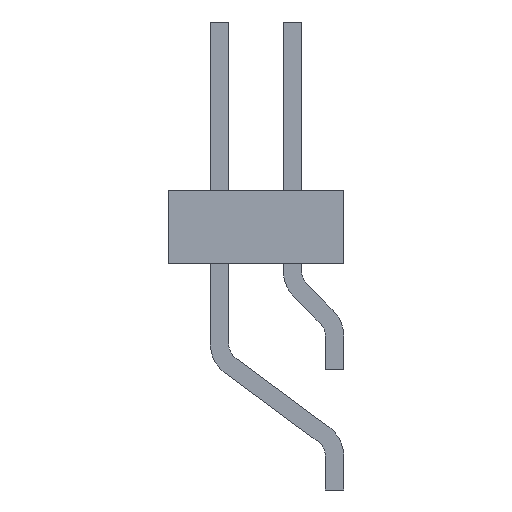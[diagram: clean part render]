
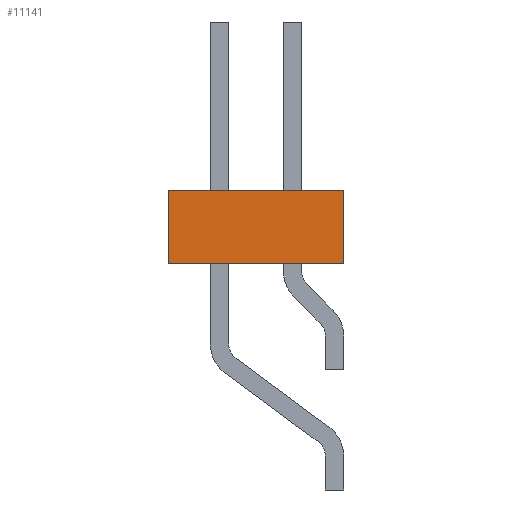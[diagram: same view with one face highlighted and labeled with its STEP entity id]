
A CAD part, left-side view. The second image highlights one B-rep face of the part: STEP entity #11141.
In plain terms, the highlighted planar face has unit normal (-1, 0, 0).
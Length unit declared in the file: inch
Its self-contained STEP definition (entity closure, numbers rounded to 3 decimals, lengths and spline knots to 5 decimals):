
#339=PLANE('',#11840);
#2853=ORIENTED_EDGE('',*,*,#5148,.T.);
#2854=ORIENTED_EDGE('',*,*,#4923,.F.);
#2855=ORIENTED_EDGE('',*,*,#5088,.F.);
#2856=ORIENTED_EDGE('',*,*,#4682,.T.);
#4682=EDGE_CURVE('',#6047,#6046,#7242,.T.);
#4923=EDGE_CURVE('',#6242,#6243,#7478,.T.);
#5088=EDGE_CURVE('',#6047,#6242,#7642,.T.);
#5148=EDGE_CURVE('',#6046,#6243,#7702,.T.);
#6046=VERTEX_POINT('',#16607);
#6047=VERTEX_POINT('',#16609);
#6242=VERTEX_POINT('',#17085);
#6243=VERTEX_POINT('',#17087);
#7242=LINE('',#16608,#8710);
#7478=LINE('',#17086,#8946);
#7642=LINE('',#17389,#9110);
#7702=LINE('',#17503,#9170);
#8710=VECTOR('',#13530,39.37008);
#8946=VECTOR('',#13858,39.37008);
#9110=VECTOR('',#14096,39.37008);
#9170=VECTOR('',#14168,39.37008);
#9883=EDGE_LOOP('',(#2853,#2854,#2855,#2856));
#10507=FACE_BOUND('',#9883,.T.);
#11141=ADVANCED_FACE('',(#10507),#339,.F.);
#11840=AXIS2_PLACEMENT_3D('',#17599,#14229,#14230);
#13530=DIRECTION('',(0.,0.,-1.));
#13858=DIRECTION('',(0.,0.,-1.));
#14096=DIRECTION('',(0.,-1.,0.));
#14168=DIRECTION('',(0.,-1.,0.));
#14229=DIRECTION('',(1.,0.,0.));
#14230=DIRECTION('',(0.,0.,-1.));
#16607=CARTESIAN_POINT('',(-0.3,0.12,-0.05));
#16608=CARTESIAN_POINT('',(-0.3,0.12,0.05));
#16609=CARTESIAN_POINT('',(-0.3,0.12,0.05));
#17085=CARTESIAN_POINT('',(-0.3,-0.12,0.05));
#17086=CARTESIAN_POINT('',(-0.3,-0.12,0.05));
#17087=CARTESIAN_POINT('',(-0.3,-0.12,-0.05));
#17389=CARTESIAN_POINT('',(-0.3,0.12,0.05));
#17503=CARTESIAN_POINT('',(-0.3,0.12,-0.05));
#17599=CARTESIAN_POINT('',(-0.3,0.12,0.05));
